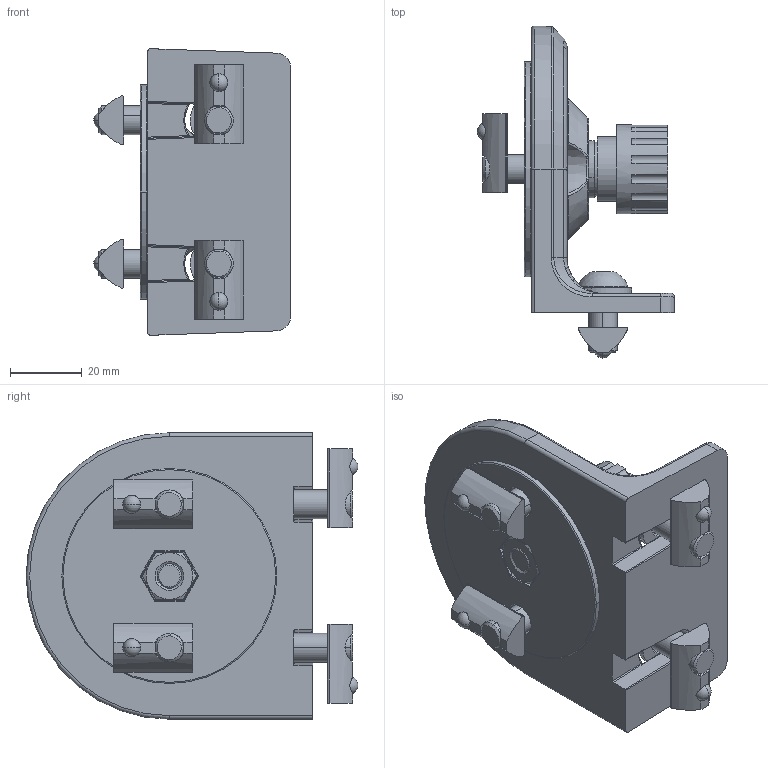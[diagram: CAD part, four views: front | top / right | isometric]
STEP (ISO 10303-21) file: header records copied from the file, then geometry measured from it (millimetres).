
FILE_DESCRIPTION (( 'STEP AP214' ), '1' );
FILE_NAME ('093WG403.STEP', '2016-10-25T14:04:50', ( '' ), ( '' ), 'SwSTEP 2.0', 'SolidWorks 2016', '' );
FILE_SCHEMA (( 'AUTOMOTIVE_DESIGN' ));
Length unit declared in the file: millimetre
Products named in the file (12): 093wg403r01; 093WG403; 4din137ad0815m_DIN 137-B8-FSt; Hexagon nut ISO 4032 M8_Nut ISO 4032; 096003_096 008; Washer ISO 7090-8-200 HV_Washer DIN 125 - A 8; lens head screw DIN 7380 M8x18 -10.9_ISO 7380 - M4 x 8 --- 8N; Cap screw DIN 7984 - M8x18_DIN 7984 - M8 ; 340ME450; 093wg403r04; 093wg403r03; 093wg403r02
Assembly tree (19 placements, depth 2):
  093WG403
    093wg403r01
    093wg403r02
    093wg403r03
    093wg403r04
    340ME450  x2
    Cap screw DIN 7984 - M8x18_DIN 7984 - M8   x2
    lens head screw DIN 7380 M8x18 -10.9_ISO 7380 - M4 x 8 --- 8N  x2
    Washer ISO 7090-8-200 HV_Washer DIN 125 - A 8  x3
    096003_096 008  x4
    Hexagon nut ISO 4032 M8_Nut ISO 4032
    4din137ad0815m_DIN 137-B8-FSt
Bounding box: 55 x 92.56 x 79.93 mm (x, y, z)
Volume: 87742.5 mm3; surface area: 46640.5 mm2
Topology: 23 solids, 23 shells, 2968 faces, 8436 edges, 5507 vertices
Faces by surface type: plane 2033, cone 524, cylinder 159, bspline 129, torus 111, sphere 12
Entity records: 103276 total; most frequent: CARTESIAN_POINT 32551, ORIENTED_EDGE 16156, DIRECTION 13413, EDGE_CURVE 8078, VERTEX_POINT 5298, AXIS2_PLACEMENT_3D 4943, VECTOR 3527, LINE 3527
